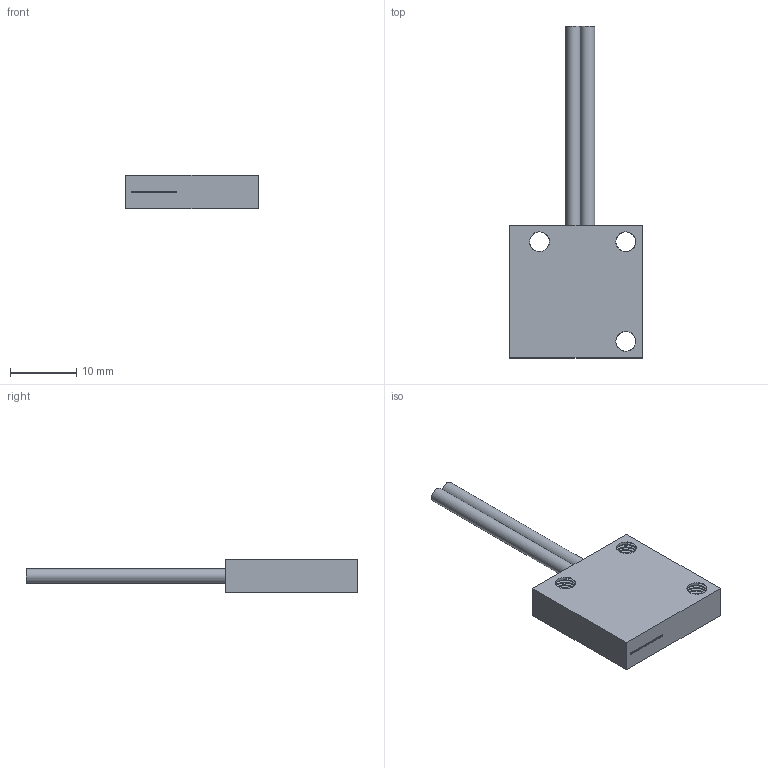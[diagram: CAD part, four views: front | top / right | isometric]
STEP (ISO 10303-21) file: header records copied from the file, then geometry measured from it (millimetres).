
FILE_DESCRIPTION(/* description */ (''),/* implementation_level */ '2;1');
FILE_NAME(/* name */ 'EX-DA20.stp',/* time_stamp */ '2023-04-10T10:14:56+08:00',/* author */ (''),/* organization */ (''),/* preprocessor_version */ 'ST-DEVELOPER v16.7',/* originating_system */ 'SIEMENS PLM Software NX 12.0',/* authorisation */ '');
FILE_SCHEMA (('AUTOMOTIVE_DESIGN { 1 0 10303 214 3 1 1 1 }'));
Length unit declared in the file: millimetre
Products named in the file (1): EX-DA20
Bounding box: 20 x 50 x 5 mm (x, y, z)
Volume: 2104.8 mm3; surface area: 1781.4 mm2
Topology: 1 solids, 1 shells, 70 faces, 132 edges, 88 vertices
Faces by surface type: plane 33, cylinder 31, bspline 6
Full cylindrical faces by diameter (mm): 0.265 x23
Entity records: 10357 total; most frequent: CARTESIAN_POINT 9001, DIRECTION 271, ORIENTED_EDGE 218, AXIS2_PLACEMENT_3D 124, EDGE_LOOP 123, EDGE_CURVE 109, VERTEX_POINT 88, FACE_BOUND 80
